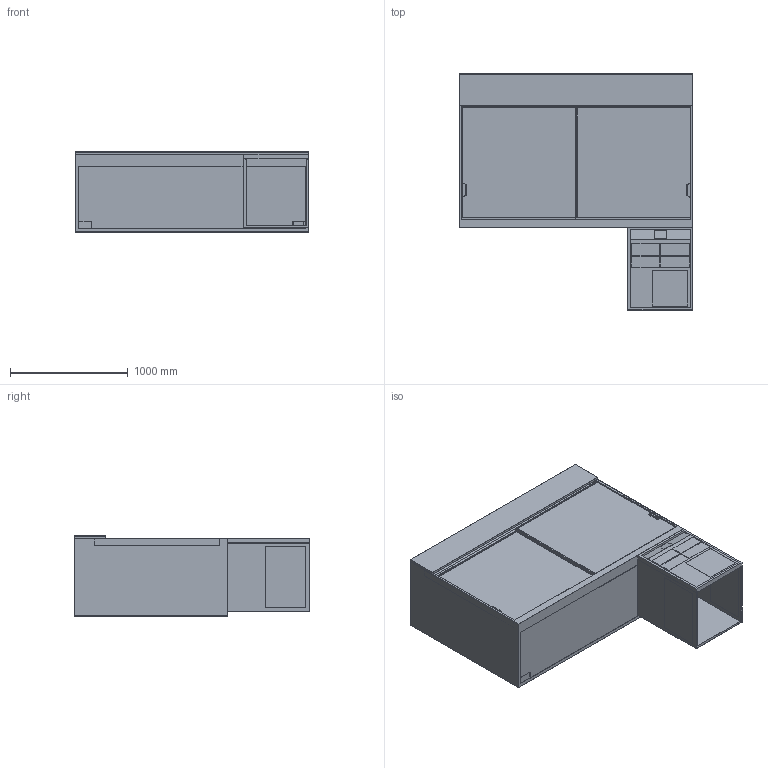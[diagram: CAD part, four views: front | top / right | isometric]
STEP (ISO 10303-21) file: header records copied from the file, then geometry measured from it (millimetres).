
FILE_DESCRIPTION (( 'STEP AP214' ), '1' );
FILE_NAME ('KKV-S-198-E-Propan.step', '2024-11-06T13:33:31', ( '' ), ( '' ), 'SwSTEP 2.0', 'SolidWorks 2023', '' );
FILE_SCHEMA (( 'AUTOMOTIVE_DESIGN' ));
Length unit declared in the file: millimetre
Products named in the file (6): 19-10-41790_BORD-1980-660; KKV-S-198-E-Propan; 19-10-41775_S-FKV-BR-TUER-1980-1300-R; 19-10-41780_S-FKV-Z-FKV-198 Korpus; 24-11-56128; 19-10-41775_S-FKV-BR-TUER-1980-1300-L
Assembly tree (8 placements, depth 2):
  KKV-S-198-E-Propan
    19-10-41780_S-FKV-Z-FKV-198 Korpus
    19-10-41775_S-FKV-BR-TUER-1980-1300-L
    19-10-41775_S-FKV-BR-TUER-1980-1300-R
    24-11-56128
    19-10-41790_BORD-1980-660  x4
Bounding box: 1982 x 2000 x 680 mm (x, y, z)
Volume: 432059255.9 mm3; surface area: 29652781 mm2
Topology: 21 solids, 21 shells, 506 faces, 1255 edges, 768 vertices
Faces by surface type: plane 328, cylinder 138, sphere 36, bspline 2, torus 2
Entity records: 12854 total; most frequent: CARTESIAN_POINT 2276, DIRECTION 2131, ORIENTED_EDGE 2090, EDGE_CURVE 1045, LINE 811, VECTOR 811, AXIS2_PLACEMENT_3D 660, VERTEX_POINT 653
